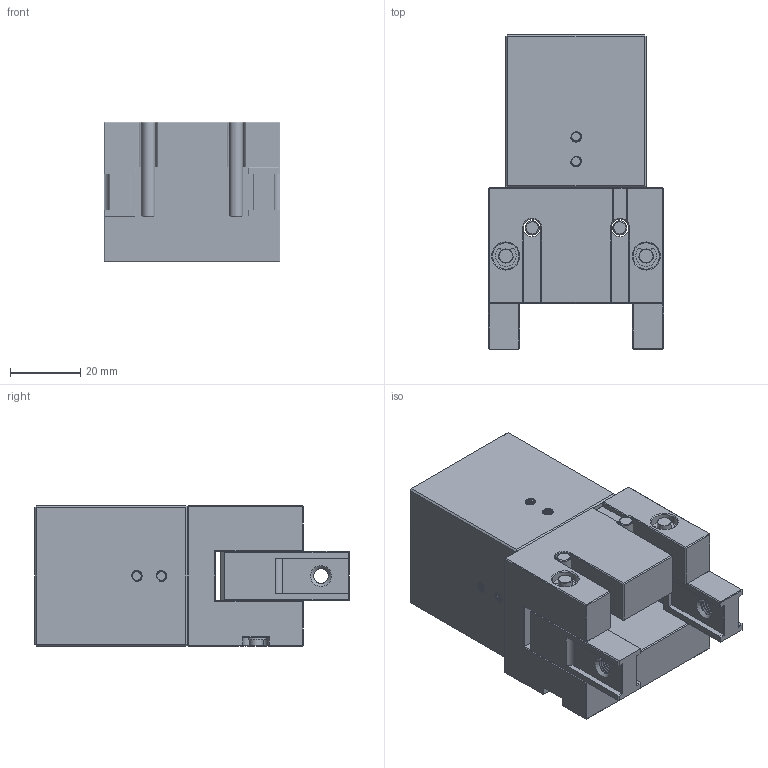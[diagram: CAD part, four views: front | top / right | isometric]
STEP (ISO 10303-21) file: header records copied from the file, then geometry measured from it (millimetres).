
FILE_DESCRIPTION(/* description */ (''),/* implementation_level */ '2;1');
FILE_NAME(/* name */ 'c2712b9c-007c-461a-82a0-49ffb4a7e551.stp',/* time_stamp */ '2021-10-22T07:08:14+00:00',/* author */ (''),/* organization */ (''),/* preprocessor_version */ 'ST-DEVELOPER v18.1',/* originating_system */ 'Autodesk Translation Framework v10.10.0.1391',/* authorisation */ '');
FILE_SCHEMA (('AUTOMOTIVE_DESIGN { 1 0 10303 214 3 1 1 }'));
Products named in the file (8): KZ 180/25; Upper body; Lower body; Gripper; Shaft_1; Shaft_2; Socket_head_screw_M3; Retaining_ring_4
Assembly tree (14 placements, depth 2):
  KZ 180/25
    Upper body
    Lower body
    Gripper  x2
    Shaft_1  x2
    Shaft_2  x2
    Socket_head_screw_M3  x2
    Retaining_ring_4  x4
Bounding box: 50 x 89.5 x 40 mm (x, y, z)
Volume: 119274.7 mm3; surface area: 33730.9 mm2
Topology: 14 solids, 14 shells, 906 faces, 2332 edges, 1486 vertices
Faces by surface type: cylinder 542, plane 284, cone 52, bspline 28
Full cylindrical faces by diameter (mm): 2.35 x46, 2.529 x42, 3 x54, 3.086 x36, 4 x16, 4.234 x40, 5 x2, 5.12 x22, 5.5 x4, 7.5 x2
Entity records: 46182 total; most frequent: CARTESIAN_POINT 30380, ORIENTED_EDGE 3628, DIRECTION 2573, EDGE_CURVE 1814, VERTEX_POINT 1153, AXIS2_PLACEMENT_3D 890, B_SPLINE_CURVE_WITH_KNOTS 822, LINE 793
